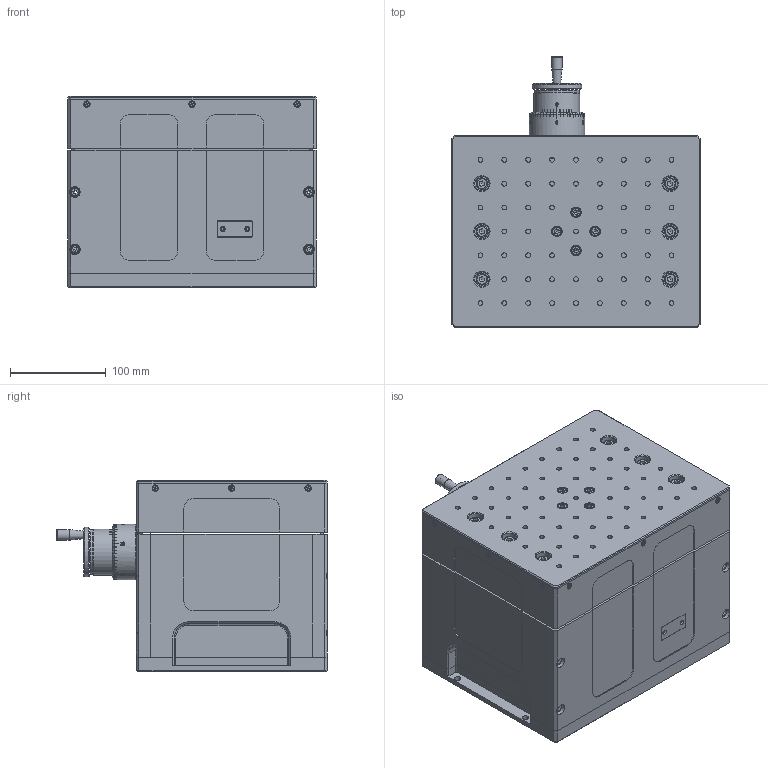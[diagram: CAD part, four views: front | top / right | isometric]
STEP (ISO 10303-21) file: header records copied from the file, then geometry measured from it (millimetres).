
FILE_DESCRIPTION (( 'STEP AP214' ), '1' );
FILE_NAME ('忒雄笭婥汔蔥怢SSJE200H75D.STEP', '2021-07-12T09:35:20', ( '' ), ( '' ), 'SwSTEP 2.0', 'SolidWorks 2018', '' );
FILE_SCHEMA (( 'AUTOMOTIVE_DESIGN' ));
Length unit declared in the file: millimetre
Products named in the file (1): 忒雄笭婥汔蔥怢SSJE200H75D
Bounding box: 260 x 283 x 200 mm (x, y, z)
Surface area: 411546.2 mm2 (no closed solid volume)
Topology: 0 solids, 100 shells, 1099 faces, 4233 edges, 3046 vertices
Faces by surface type: plane 646, cylinder 202, bspline 136, cone 61, torus 54
Full cylindrical faces by diameter (mm): 2.8 x2, 5 x54, 5.2 x12, 6.5 x4, 8 x2, 11 x29, 15 x18, 47 x1, 48 x1, 50 x1, 52 x1, 58 x1
Entity records: 61354 total; most frequent: CARTESIAN_POINT 16692, DIRECTION 6100, ORIENTED_EDGE 5925, EDGE_CURVE 3955, VERTEX_POINT 3003, VECTOR 2356, LINE 2356, AXIS2_PLACEMENT_3D 1872
